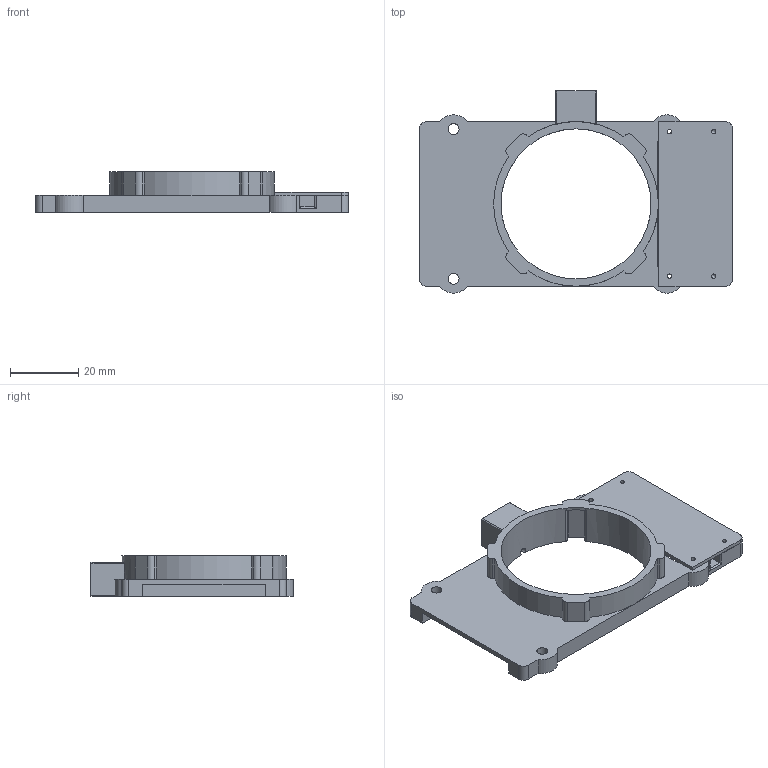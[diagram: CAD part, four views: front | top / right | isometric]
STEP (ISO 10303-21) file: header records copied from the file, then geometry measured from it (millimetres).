
FILE_DESCRIPTION(/* description */ (''),/* implementation_level */ '2;1');
FILE_NAME(/* name */ 'Baseplate v47.step',/* time_stamp */ '2022-01-10T13:27:15+01:00',/* author */ (''),/* organization */ (''),/* preprocessor_version */ 'ST-DEVELOPER v18.1',/* originating_system */ 'Autodesk Translation Framework v10.10.0.1391',/* authorisation */ '');
FILE_SCHEMA (('AUTOMOTIVE_DESIGN { 1 0 10303 214 3 1 1 }'));
Length unit declared in the file: millimetre
Products named in the file (1): Baseplate
Bounding box: 92 x 59.4 x 12 mm (x, y, z)
Volume: 11416.5 mm3; surface area: 12815 mm2
Topology: 2 solids, 2 shells, 173 faces, 467 edges, 308 vertices
Faces by surface type: plane 98, cylinder 71, cone 4
Full cylindrical faces by diameter (mm): 1.2 x8, 1.3 x6, 3.2 x4, 4 x8, 44.1 x1
Entity records: 5572 total; most frequent: CARTESIAN_POINT 1005, DIRECTION 972, ORIENTED_EDGE 930, EDGE_CURVE 465, AXIS2_PLACEMENT_3D 338, VERTEX_POINT 308, LINE 296, VECTOR 296
